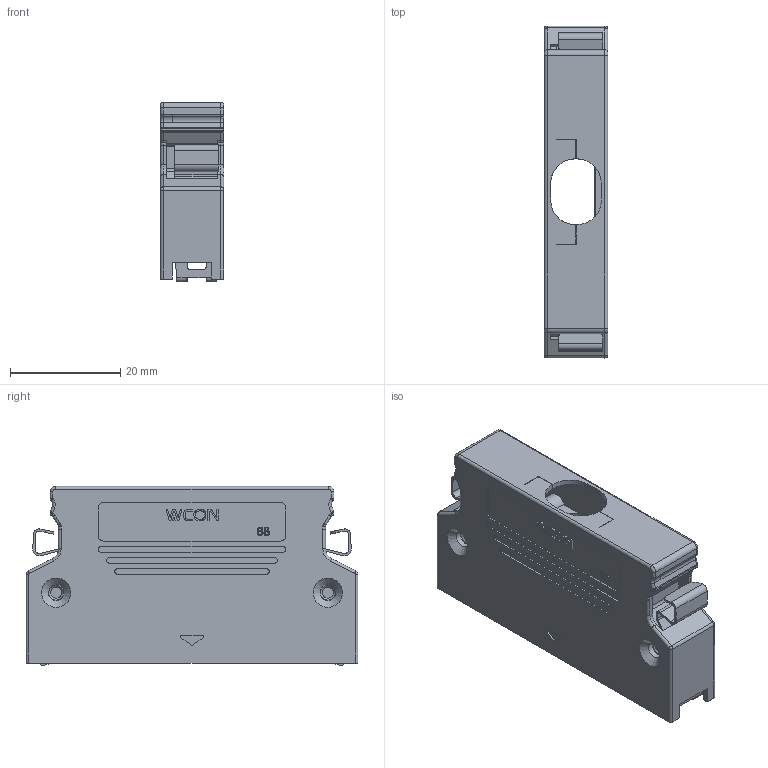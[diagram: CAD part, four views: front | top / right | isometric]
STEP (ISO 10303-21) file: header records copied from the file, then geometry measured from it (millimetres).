
FILE_DESCRIPTION( ('This file contains a STEP AP42 implementation' ,'as created by ZW3D STEP Interface translator.') ,'2;1' );
FILE_NAME( '6328M-068S00M001W.stp' ,'2311 7.14 049', (''), ('ZWCAD Software Co.'), 'Version 1.0', 'ZW3D to STEP translator', '' );
FILE_SCHEMA(('AUTOMOTIVE_DESIGN { 1 0 10303 214 1 1 1 1 }'));
Length unit declared in the file: millimetre
Products named in the file (2): 0; 6328M-068S00M001W.stpWZH
Bounding box: 11.5 x 60.1 x 32.45 mm (x, y, z)
Volume: 5479.3 mm3; surface area: 11787.6 mm2
Topology: 1 solids, 1 shells, 937 faces, 2530 edges, 1631 vertices
Faces by surface type: plane 438, cylinder 302, bspline 179, cone 18
Full cylindrical faces by diameter (mm): 1.6 x2, 2.05 x50, 2.9 x2
Entity records: 37981 total; most frequent: CARTESIAN_POINT 14222, ORIENTED_EDGE 5044, DIRECTION 4461, EDGE_CURVE 2522, VERTEX_POINT 1629, VECTOR 1583, LINE 1583, AXIS2_PLACEMENT_3D 1439
